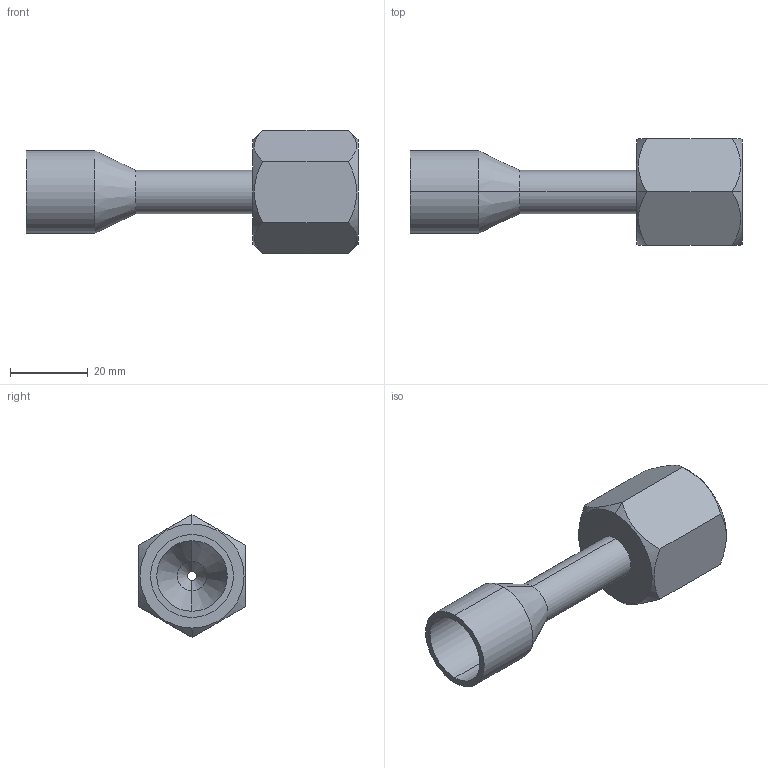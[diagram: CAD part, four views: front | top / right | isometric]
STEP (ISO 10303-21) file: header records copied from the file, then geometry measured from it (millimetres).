
FILE_DESCRIPTION (( 'STEP AP203' ), '1' );
FILE_NAME ('3D_RMANO 1-2_16108500.STEP', '2024-08-11T13:54:02', ( '' ), ( '' ), 'SwSTEP 2.0', 'SolidWorks 2024', '' );
FILE_SCHEMA (( 'CONFIG_CONTROL_DESIGN' ));
Length unit declared in the file: millimetre
Products named in the file (1): 3D_RMANO 1-2_16108500
Bounding box: 85.36 x 27.4 x 31.64 mm (x, y, z)
Volume: 18242.3 mm3; surface area: 10902.6 mm2
Topology: 2 solids, 2 shells, 42 faces, 88 edges, 52 vertices
Faces by surface type: cylinder 18, cone 12, plane 12
Entity records: 1335 total; most frequent: CARTESIAN_POINT 347, DIRECTION 202, ORIENTED_EDGE 176, EDGE_CURVE 88, AXIS2_PLACEMENT_3D 83, VERTEX_POINT 52, EDGE_LOOP 48, FACE_OUTER_BOUND 42
